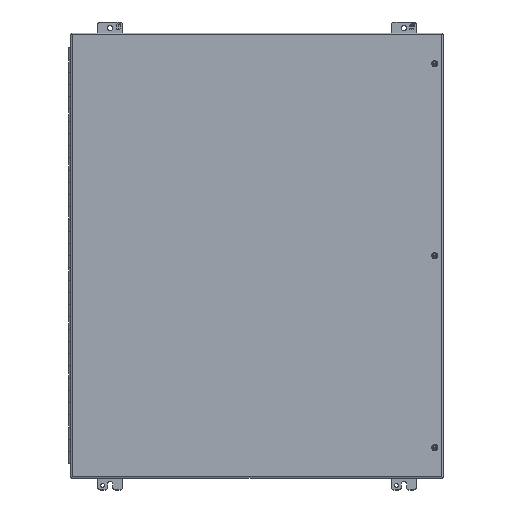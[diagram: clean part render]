
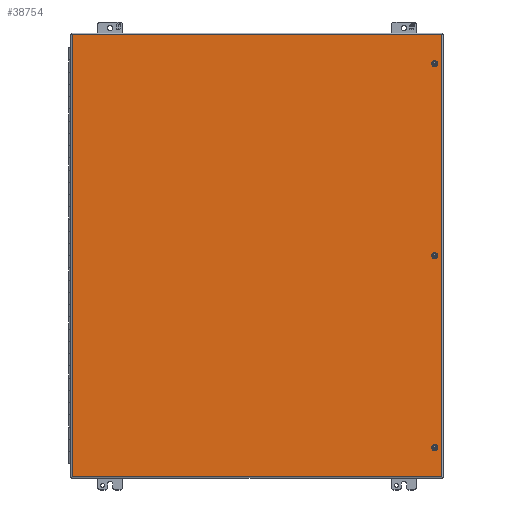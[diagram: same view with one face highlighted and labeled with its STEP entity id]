
A CAD part, top view. The second image highlights one B-rep face of the part: STEP entity #38754.
In plain terms, the highlighted planar face has unit normal (0, 0, 1).
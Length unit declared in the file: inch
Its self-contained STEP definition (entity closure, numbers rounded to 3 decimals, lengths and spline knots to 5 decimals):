
#12 = VECTOR ( 'NONE', #18199, 39.37008 ) ;
#556 = EDGE_LOOP ( 'NONE', ( #5997, #34757 ) ) ;
#832 = CARTESIAN_POINT ( 'NONE',  ( 14.531, -15.818, 13.322 ) ) ;
#1313 = DIRECTION ( 'NONE',  ( 0., 0., -1. ) ) ;
#1446 = DIRECTION ( 'NONE',  ( 0., 0., -1. ) ) ;
#1751 = VERTEX_POINT ( 'NONE', #37455 ) ;
#2019 = ORIENTED_EDGE ( 'NONE', *, *, #30288, .T. ) ;
#2053 = DIRECTION ( 'NONE',  ( 0., 0., -1. ) ) ;
#2270 = VERTEX_POINT ( 'NONE', #832 ) ;
#2323 = ORIENTED_EDGE ( 'NONE', *, *, #18985, .T. ) ;
#2946 = FACE_BOUND ( 'NONE', #22836, .T. ) ;
#3938 = CARTESIAN_POINT ( 'NONE',  ( 14.531, -0.1315, 13.322 ) ) ;
#5001 = CIRCLE ( 'NONE', #36941, 0.133 ) ;
#5330 = EDGE_LOOP ( 'NONE', ( #34582, #34345, #28501, #2323 ) ) ;
#5997 = ORIENTED_EDGE ( 'NONE', *, *, #22793, .T. ) ;
#6290 = DIRECTION ( 'NONE',  ( 0., -1., 0. ) ) ;
#7070 = AXIS2_PLACEMENT_3D ( 'NONE', #37686, #1446, #38082 ) ;
#7120 = CARTESIAN_POINT ( 'NONE',  ( -15.111, 18.081, 13.322 ) ) ;
#8958 = EDGE_CURVE ( 'NONE', #30012, #33875, #26466, .T. ) ;
#9451 = CARTESIAN_POINT ( 'NONE',  ( -15.111, -18.078, 13.322 ) ) ;
#9948 = ORIENTED_EDGE ( 'NONE', *, *, #12373, .T. ) ;
#10627 = AXIS2_PLACEMENT_3D ( 'NONE', #27282, #15018, #23862 ) ;
#11074 = CARTESIAN_POINT ( 'NONE',  ( 15.111, 18.081, 13.322 ) ) ;
#11394 = CARTESIAN_POINT ( 'NONE',  ( 14.531, 15.688, 13.322 ) ) ;
#11416 = DIRECTION ( 'NONE',  ( 0., -1., 0. ) ) ;
#11982 = DIRECTION ( 'NONE',  ( 0., 0., -1. ) ) ;
#12373 = EDGE_CURVE ( 'NONE', #2270, #17289, #33442, .T. ) ;
#14935 = CARTESIAN_POINT ( 'NONE',  ( -15.111, -18.078, 13.322 ) ) ;
#14996 = CARTESIAN_POINT ( 'NONE',  ( 14.531, 0.1345, 13.322 ) ) ;
#15018 = DIRECTION ( 'NONE',  ( 0., 0., 1. ) ) ;
#15432 = CIRCLE ( 'NONE', #37617, 0.133 ) ;
#15510 = DIRECTION ( 'NONE',  ( 0., 0., -1. ) ) ;
#15590 = VERTEX_POINT ( 'NONE', #20217 ) ;
#16373 = EDGE_CURVE ( 'NONE', #15590, #37919, #15432, .T. ) ;
#16930 = DIRECTION ( 'NONE',  ( 0., 1., 0. ) ) ;
#17289 = VERTEX_POINT ( 'NONE', #32235 ) ;
#17689 = AXIS2_PLACEMENT_3D ( 'NONE', #33421, #11982, #6290 ) ;
#17962 = VERTEX_POINT ( 'NONE', #14996 ) ;
#17993 = CIRCLE ( 'NONE', #17689, 0.133 ) ;
#18199 = DIRECTION ( 'NONE',  ( 1., 0., 0. ) ) ;
#18417 = VECTOR ( 'NONE', #29421, 39.37008 ) ;
#18755 = CIRCLE ( 'NONE', #29269, 0.133 ) ;
#18985 = EDGE_CURVE ( 'NONE', #1751, #24805, #31247, .T. ) ;
#19581 = CARTESIAN_POINT ( 'NONE',  ( 14.531, 15.555, 13.322 ) ) ;
#20217 = CARTESIAN_POINT ( 'NONE',  ( 14.531, 15.821, 13.322 ) ) ;
#20250 = EDGE_CURVE ( 'NONE', #17962, #21184, #20308, .T. ) ;
#20308 = CIRCLE ( 'NONE', #28266, 0.133 ) ;
#21184 = VERTEX_POINT ( 'NONE', #3938 ) ;
#22361 = FACE_BOUND ( 'NONE', #556, .T. ) ;
#22793 = EDGE_CURVE ( 'NONE', #37919, #15590, #5001, .T. ) ;
#22836 = EDGE_LOOP ( 'NONE', ( #2019, #27837 ) ) ;
#23791 = FACE_BOUND ( 'NONE', #35691, .T. ) ;
#23862 = DIRECTION ( 'NONE',  ( 0., -1., 0. ) ) ;
#24128 = PLANE ( 'NONE',  #10627 ) ;
#24339 = LINE ( 'NONE', #38324, #38019 ) ;
#24370 = DIRECTION ( 'NONE',  ( 0., -1., 0. ) ) ;
#24805 = VERTEX_POINT ( 'NONE', #27377 ) ;
#26400 = CARTESIAN_POINT ( 'NONE',  ( -15.111, 18.081, 13.322 ) ) ;
#26466 = LINE ( 'NONE', #26400, #18417 ) ;
#27282 = CARTESIAN_POINT ( 'NONE',  ( -15.111, -18.078, 13.322 ) ) ;
#27377 = CARTESIAN_POINT ( 'NONE',  ( 15.111, -18.078, 13.322 ) ) ;
#27837 = ORIENTED_EDGE ( 'NONE', *, *, #20250, .T. ) ;
#28266 = AXIS2_PLACEMENT_3D ( 'NONE', #32210, #2053, #11416 ) ;
#28501 = ORIENTED_EDGE ( 'NONE', *, *, #34289, .T. ) ;
#29000 = FACE_OUTER_BOUND ( 'NONE', #5330, .T. ) ;
#29269 = AXIS2_PLACEMENT_3D ( 'NONE', #38071, #1313, #37809 ) ;
#29421 = DIRECTION ( 'NONE',  ( -1., 0., 0. ) ) ;
#30012 = VERTEX_POINT ( 'NONE', #11074 ) ;
#30288 = EDGE_CURVE ( 'NONE', #21184, #17962, #17993, .T. ) ;
#31247 = LINE ( 'NONE', #9451, #12 ) ;
#32191 = DIRECTION ( 'NONE',  ( 0., 0., -1. ) ) ;
#32210 = CARTESIAN_POINT ( 'NONE',  ( 14.531, 0.0015, 13.322 ) ) ;
#32235 = CARTESIAN_POINT ( 'NONE',  ( 14.531, -15.552, 13.322 ) ) ;
#32585 = DIRECTION ( 'NONE',  ( 0., -1., 0. ) ) ;
#33421 = CARTESIAN_POINT ( 'NONE',  ( 14.531, 0.0015, 13.322 ) ) ;
#33442 = CIRCLE ( 'NONE', #7070, 0.133 ) ;
#33603 = CARTESIAN_POINT ( 'NONE',  ( 14.531, 15.688, 13.322 ) ) ;
#33875 = VERTEX_POINT ( 'NONE', #7120 ) ;
#34289 = EDGE_CURVE ( 'NONE', #33875, #1751, #36155, .T. ) ;
#34345 = ORIENTED_EDGE ( 'NONE', *, *, #8958, .T. ) ;
#34582 = ORIENTED_EDGE ( 'NONE', *, *, #38047, .T. ) ;
#34757 = ORIENTED_EDGE ( 'NONE', *, *, #16373, .T. ) ;
#35691 = EDGE_LOOP ( 'NONE', ( #9948, #38483 ) ) ;
#36053 = DIRECTION ( 'NONE',  ( 0., -1., 0. ) ) ;
#36155 = LINE ( 'NONE', #14935, #37114 ) ;
#36688 = EDGE_CURVE ( 'NONE', #17289, #2270, #18755, .T. ) ;
#36941 = AXIS2_PLACEMENT_3D ( 'NONE', #11394, #32191, #32585 ) ;
#37114 = VECTOR ( 'NONE', #36053, 39.37008 ) ;
#37455 = CARTESIAN_POINT ( 'NONE',  ( -15.111, -18.078, 13.322 ) ) ;
#37617 = AXIS2_PLACEMENT_3D ( 'NONE', #33603, #15510, #24370 ) ;
#37686 = CARTESIAN_POINT ( 'NONE',  ( 14.531, -15.685, 13.322 ) ) ;
#37809 = DIRECTION ( 'NONE',  ( 0., -1., 0. ) ) ;
#37919 = VERTEX_POINT ( 'NONE', #19581 ) ;
#38019 = VECTOR ( 'NONE', #16930, 39.37008 ) ;
#38047 = EDGE_CURVE ( 'NONE', #24805, #30012, #24339, .T. ) ;
#38071 = CARTESIAN_POINT ( 'NONE',  ( 14.531, -15.685, 13.322 ) ) ;
#38082 = DIRECTION ( 'NONE',  ( 0., -1., 0. ) ) ;
#38324 = CARTESIAN_POINT ( 'NONE',  ( 15.111, -18.078, 13.322 ) ) ;
#38483 = ORIENTED_EDGE ( 'NONE', *, *, #36688, .T. ) ;
#38754 = ADVANCED_FACE ( 'NONE', ( #29000, #22361, #23791, #2946 ), #24128, .T. ) ;
